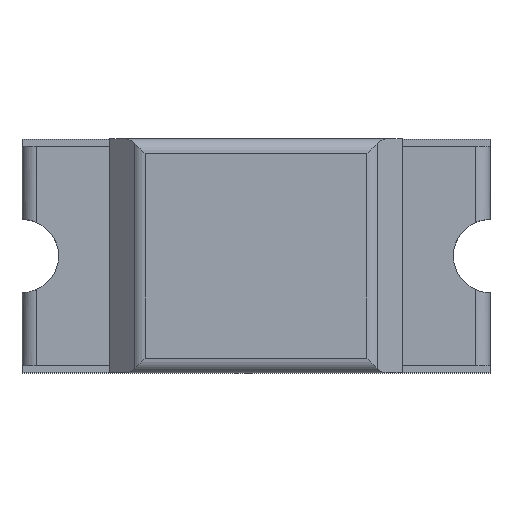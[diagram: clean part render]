
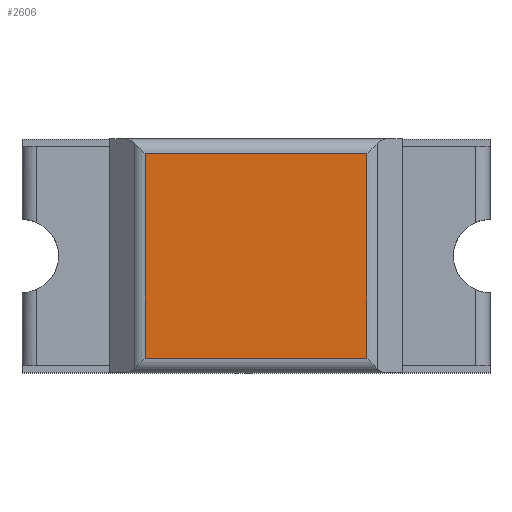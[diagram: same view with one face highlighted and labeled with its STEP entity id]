
A CAD part, top view. The second image highlights one B-rep face of the part: STEP entity #2606.
In plain terms, the highlighted planar face has unit normal (0, 0, 1).
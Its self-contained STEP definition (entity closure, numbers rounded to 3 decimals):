
#1894 = CYLINDRICAL_SURFACE('',#1895,0.1);
#1895 = AXIS2_PLACEMENT_3D('',#1896,#1897,#1898);
#1896 = CARTESIAN_POINT('',(0.8,0.1,1.));
#1897 = DIRECTION('',(1.,0.,0.));
#1898 = DIRECTION('',(0.,-1.,0.));
#1982 = CYLINDRICAL_SURFACE('',#1983,0.1);
#1983 = AXIS2_PLACEMENT_3D('',#1984,#1985,#1986);
#1984 = CARTESIAN_POINT('',(0.8,1.5,1.));
#1985 = DIRECTION('',(1.,0.,0.));
#1986 = DIRECTION('',(0.,1.,0.));
#2016 = CYLINDRICAL_SURFACE('',#2017,0.1);
#2017 = AXIS2_PLACEMENT_3D('',#2018,#2019,#2020);
#2018 = CARTESIAN_POINT('',(2.359,0.,1.));
#2019 = DIRECTION('',(0.,1.,0.));
#2020 = DIRECTION('',(0.707,0.,0.707));
#2060 = VERTEX_POINT('',#2061);
#2061 = CARTESIAN_POINT('',(0.841,0.1,1.1));
#2084 = CYLINDRICAL_SURFACE('',#2085,0.1);
#2085 = AXIS2_PLACEMENT_3D('',#2086,#2087,#2088);
#2086 = CARTESIAN_POINT('',(0.841,0.,1.));
#2087 = DIRECTION('',(0.,1.,0.));
#2088 = DIRECTION('',(-0.707,0.,0.707));
#2102 = EDGE_CURVE('',#2060,#2103,#2105,.T.);
#2103 = VERTEX_POINT('',#2104);
#2104 = CARTESIAN_POINT('',(2.359,0.1,1.1));
#2105 = SURFACE_CURVE('',#2106,(#2110,#2117),.PCURVE_S1.);
#2106 = LINE('',#2107,#2108);
#2107 = CARTESIAN_POINT('',(0.8,0.1,1.1));
#2108 = VECTOR('',#2109,1.);
#2109 = DIRECTION('',(1.,0.,0.));
#2110 = PCURVE('',#1894,#2111);
#2111 = DEFINITIONAL_REPRESENTATION('',(#2112),#2116);
#2112 = LINE('',#2113,#2114);
#2113 = CARTESIAN_POINT('',(-1.571,0.));
#2114 = VECTOR('',#2115,1.);
#2115 = DIRECTION('',(0.,1.));
#2116 = ( GEOMETRIC_REPRESENTATION_CONTEXT(2) 
PARAMETRIC_REPRESENTATION_CONTEXT() REPRESENTATION_CONTEXT('2D SPACE',''
  ) );
#2117 = PCURVE('',#2118,#2123);
#2118 = PLANE('',#2119);
#2119 = AXIS2_PLACEMENT_3D('',#2120,#2121,#2122);
#2120 = CARTESIAN_POINT('',(0.6,0.,1.1));
#2121 = DIRECTION('',(0.,0.,1.));
#2122 = DIRECTION('',(1.,0.,0.));
#2123 = DEFINITIONAL_REPRESENTATION('',(#2124),#2128);
#2124 = LINE('',#2125,#2126);
#2125 = CARTESIAN_POINT('',(0.2,0.1));
#2126 = VECTOR('',#2127,1.);
#2127 = DIRECTION('',(1.,0.));
#2128 = ( GEOMETRIC_REPRESENTATION_CONTEXT(2) 
PARAMETRIC_REPRESENTATION_CONTEXT() REPRESENTATION_CONTEXT('2D SPACE',''
  ) );
#2429 = EDGE_CURVE('',#2103,#2430,#2432,.T.);
#2430 = VERTEX_POINT('',#2431);
#2431 = CARTESIAN_POINT('',(2.359,1.5,1.1));
#2432 = SURFACE_CURVE('',#2433,(#2437,#2444),.PCURVE_S1.);
#2433 = LINE('',#2434,#2435);
#2434 = CARTESIAN_POINT('',(2.359,0.,1.1));
#2435 = VECTOR('',#2436,1.);
#2436 = DIRECTION('',(0.,1.,0.));
#2437 = PCURVE('',#2016,#2438);
#2438 = DEFINITIONAL_REPRESENTATION('',(#2439),#2443);
#2439 = LINE('',#2440,#2441);
#2440 = CARTESIAN_POINT('',(-0.785,0.));
#2441 = VECTOR('',#2442,1.);
#2442 = DIRECTION('',(0.,1.));
#2443 = ( GEOMETRIC_REPRESENTATION_CONTEXT(2) 
PARAMETRIC_REPRESENTATION_CONTEXT() REPRESENTATION_CONTEXT('2D SPACE',''
  ) );
#2444 = PCURVE('',#2118,#2445);
#2445 = DEFINITIONAL_REPRESENTATION('',(#2446),#2450);
#2446 = LINE('',#2447,#2448);
#2447 = CARTESIAN_POINT('',(1.759,0.));
#2448 = VECTOR('',#2449,1.);
#2449 = DIRECTION('',(0.,1.));
#2450 = ( GEOMETRIC_REPRESENTATION_CONTEXT(2) 
PARAMETRIC_REPRESENTATION_CONTEXT() REPRESENTATION_CONTEXT('2D SPACE',''
  ) );
#2520 = VERTEX_POINT('',#2521);
#2521 = CARTESIAN_POINT('',(0.841,1.5,1.1));
#2555 = EDGE_CURVE('',#2520,#2430,#2556,.T.);
#2556 = SURFACE_CURVE('',#2557,(#2561,#2568),.PCURVE_S1.);
#2557 = LINE('',#2558,#2559);
#2558 = CARTESIAN_POINT('',(0.8,1.5,1.1));
#2559 = VECTOR('',#2560,1.);
#2560 = DIRECTION('',(1.,0.,0.));
#2561 = PCURVE('',#1982,#2562);
#2562 = DEFINITIONAL_REPRESENTATION('',(#2563),#2567);
#2563 = LINE('',#2564,#2565);
#2564 = CARTESIAN_POINT('',(1.571,0.));
#2565 = VECTOR('',#2566,1.);
#2566 = DIRECTION('',(0.,1.));
#2567 = ( GEOMETRIC_REPRESENTATION_CONTEXT(2) 
PARAMETRIC_REPRESENTATION_CONTEXT() REPRESENTATION_CONTEXT('2D SPACE',''
  ) );
#2568 = PCURVE('',#2118,#2569);
#2569 = DEFINITIONAL_REPRESENTATION('',(#2570),#2574);
#2570 = LINE('',#2571,#2572);
#2571 = CARTESIAN_POINT('',(0.2,1.5));
#2572 = VECTOR('',#2573,1.);
#2573 = DIRECTION('',(1.,0.));
#2574 = ( GEOMETRIC_REPRESENTATION_CONTEXT(2) 
PARAMETRIC_REPRESENTATION_CONTEXT() REPRESENTATION_CONTEXT('2D SPACE',''
  ) );
#2584 = EDGE_CURVE('',#2060,#2520,#2585,.T.);
#2585 = SURFACE_CURVE('',#2586,(#2590,#2597),.PCURVE_S1.);
#2586 = LINE('',#2587,#2588);
#2587 = CARTESIAN_POINT('',(0.841,0.,1.1));
#2588 = VECTOR('',#2589,1.);
#2589 = DIRECTION('',(0.,1.,0.));
#2590 = PCURVE('',#2084,#2591);
#2591 = DEFINITIONAL_REPRESENTATION('',(#2592),#2596);
#2592 = LINE('',#2593,#2594);
#2593 = CARTESIAN_POINT('',(0.785,0.));
#2594 = VECTOR('',#2595,1.);
#2595 = DIRECTION('',(0.,1.));
#2596 = ( GEOMETRIC_REPRESENTATION_CONTEXT(2) 
PARAMETRIC_REPRESENTATION_CONTEXT() REPRESENTATION_CONTEXT('2D SPACE',''
  ) );
#2597 = PCURVE('',#2118,#2598);
#2598 = DEFINITIONAL_REPRESENTATION('',(#2599),#2603);
#2599 = LINE('',#2600,#2601);
#2600 = CARTESIAN_POINT('',(0.241,0.));
#2601 = VECTOR('',#2602,1.);
#2602 = DIRECTION('',(0.,1.));
#2603 = ( GEOMETRIC_REPRESENTATION_CONTEXT(2) 
PARAMETRIC_REPRESENTATION_CONTEXT() REPRESENTATION_CONTEXT('2D SPACE',''
  ) );
#2606 = ADVANCED_FACE('',(#2607),#2118,.T.);
#2607 = FACE_BOUND('',#2608,.T.);
#2608 = EDGE_LOOP('',(#2609,#2610,#2611,#2612));
#2609 = ORIENTED_EDGE('',*,*,#2555,.F.);
#2610 = ORIENTED_EDGE('',*,*,#2584,.F.);
#2611 = ORIENTED_EDGE('',*,*,#2102,.T.);
#2612 = ORIENTED_EDGE('',*,*,#2429,.T.);
